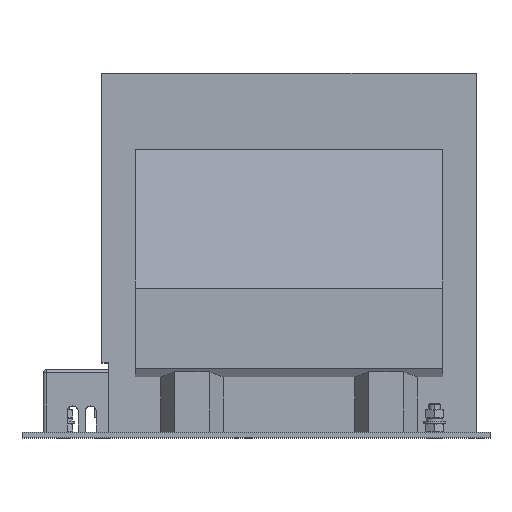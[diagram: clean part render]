
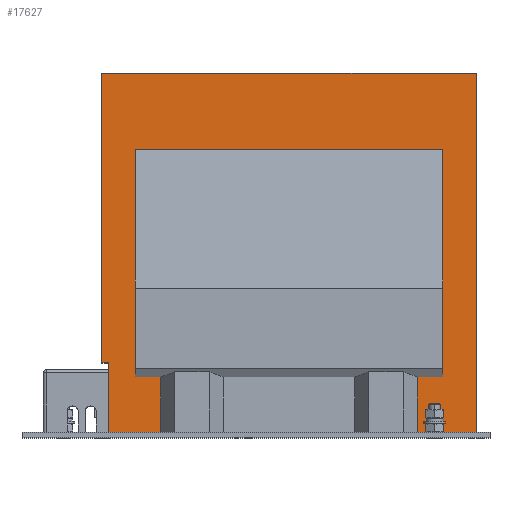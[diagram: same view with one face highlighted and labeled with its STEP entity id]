
A CAD part, top view. The second image highlights one B-rep face of the part: STEP entity #17627.
In plain terms, the highlighted planar face has unit normal (0, 0, 1).
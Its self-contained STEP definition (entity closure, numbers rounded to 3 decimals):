
#54 = DIRECTION ( 'NONE',  ( 0., 1., 0. ) ) ;
#87 = DIRECTION ( 'NONE',  ( 0., -1., 0. ) ) ;
#538 = EDGE_CURVE ( 'NONE', #41305, #52636, #39355, .T. ) ;
#1224 = CARTESIAN_POINT ( 'NONE',  ( -66.733, 110.814, 428.231 ) ) ;
#1717 = CARTESIAN_POINT ( 'NONE',  ( 198.267, 274.814, 428.231 ) ) ;
#2501 = CARTESIAN_POINT ( 'NONE',  ( 208.267, 264.814, 428.231 ) ) ;
#2739 = ORIENTED_EDGE ( 'NONE', *, *, #37273, .T. ) ;
#2911 = CARTESIAN_POINT ( 'NONE',  ( 208.267, 100.814, 428.231 ) ) ;
#3082 = EDGE_CURVE ( 'NONE', #39568, #17752, #13920, .T. ) ;
#3826 = PLANE ( 'NONE',  #17644 ) ;
#4264 = EDGE_CURVE ( 'NONE', #41045, #30684, #17449, .T. ) ;
#4334 = ORIENTED_EDGE ( 'NONE', *, *, #4264, .T. ) ;
#4468 = VERTEX_POINT ( 'NONE', #23349 ) ;
#4639 = ORIENTED_EDGE ( 'NONE', *, *, #51394, .F. ) ;
#4660 = VECTOR ( 'NONE', #46705, 1000. ) ;
#7633 = CARTESIAN_POINT ( 'NONE',  ( 208.267, 100.814, 428.231 ) ) ;
#8267 = CARTESIAN_POINT ( 'NONE',  ( 198.267, 60.814, 428.231 ) ) ;
#9723 = LINE ( 'NONE', #26171, #50646 ) ;
#9897 = EDGE_CURVE ( 'NONE', #34711, #52636, #20554, .T. ) ;
#9989 = CARTESIAN_POINT ( 'NONE',  ( -66.733, 60.814, 428.231 ) ) ;
#10412 = ORIENTED_EDGE ( 'NONE', *, *, #3082, .T. ) ;
#11667 = VERTEX_POINT ( 'NONE', #1224 ) ;
#11834 = ORIENTED_EDGE ( 'NONE', *, *, #14767, .T. ) ;
#11837 = CARTESIAN_POINT ( 'NONE',  ( 198.267, 319.814, 428.231 ) ) ;
#11866 = LINE ( 'NONE', #28303, #31437 ) ;
#12017 = ORIENTED_EDGE ( 'NONE', *, *, #38009, .F. ) ;
#12460 = DIRECTION ( 'NONE',  ( 0., 0., -1. ) ) ;
#12502 = LINE ( 'NONE', #28954, #29940 ) ;
#13920 = LINE ( 'NONE', #30333, #4660 ) ;
#14356 = CARTESIAN_POINT ( 'NONE',  ( -29.233, 110.814, 428.231 ) ) ;
#14547 = ORIENTED_EDGE ( 'NONE', *, *, #9897, .T. ) ;
#14767 = EDGE_CURVE ( 'NONE', #4468, #44066, #44478, .T. ) ;
#15531 = CARTESIAN_POINT ( 'NONE',  ( -71.733, 110.814, 428.231 ) ) ;
#17031 = VECTOR ( 'NONE', #24090, 1000. ) ;
#17355 = CARTESIAN_POINT ( 'NONE',  ( -29.233, 60.814, 428.231 ) ) ;
#17449 = LINE ( 'NONE', #33835, #45176 ) ;
#17627 = ADVANCED_FACE ( 'NONE', ( #40670 ), #3826, .F. ) ;
#17644 = AXIS2_PLACEMENT_3D ( 'NONE', #49258, #12460, #28909 ) ;
#17752 = VERTEX_POINT ( 'NONE', #44052 ) ;
#18185 = DIRECTION ( 'NONE',  ( 0., -1., 0. ) ) ;
#18980 = DIRECTION ( 'NONE',  ( -1., 0., 0. ) ) ;
#19400 = DIRECTION ( 'NONE',  ( -1., 0., 0. ) ) ;
#20554 = LINE ( 'NONE', #36911, #22012 ) ;
#20595 = LINE ( 'NONE', #36947, #37473 ) ;
#20596 = VECTOR ( 'NONE', #19400, 1000. ) ;
#21270 = EDGE_CURVE ( 'NONE', #41045, #11667, #12502, .T. ) ;
#21496 = ORIENTED_EDGE ( 'NONE', *, *, #44069, .T. ) ;
#22012 = VECTOR ( 'NONE', #54, 1000. ) ;
#23349 = CARTESIAN_POINT ( 'NONE',  ( 174.267, 100.814, 428.231 ) ) ;
#23445 = CARTESIAN_POINT ( 'NONE',  ( 155.767, 100.814, 428.231 ) ) ;
#23462 = ORIENTED_EDGE ( 'NONE', *, *, #21270, .F. ) ;
#24090 = DIRECTION ( 'NONE',  ( -1., 0., 0. ) ) ;
#24347 = ORIENTED_EDGE ( 'NONE', *, *, #52615, .T. ) ;
#24739 = CARTESIAN_POINT ( 'NONE',  ( 155.767, 60.814, 428.231 ) ) ;
#25364 = ORIENTED_EDGE ( 'NONE', *, *, #538, .F. ) ;
#26056 = EDGE_CURVE ( 'NONE', #47782, #30043, #38562, .T. ) ;
#26171 = CARTESIAN_POINT ( 'NONE',  ( 198.267, 60.814, 428.231 ) ) ;
#26371 = CARTESIAN_POINT ( 'NONE',  ( 174.267, 264.814, 428.231 ) ) ;
#26470 = EDGE_CURVE ( 'NONE', #4468, #41305, #11866, .T. ) ;
#26763 = VECTOR ( 'NONE', #31909, 1000. ) ;
#27804 = CARTESIAN_POINT ( 'NONE',  ( 198.267, 319.814, 428.231 ) ) ;
#28283 = DIRECTION ( 'NONE',  ( -1., 0., 0. ) ) ;
#28303 = CARTESIAN_POINT ( 'NONE',  ( 174.267, 57.814, 428.231 ) ) ;
#28577 = VERTEX_POINT ( 'NONE', #32067 ) ;
#28909 = DIRECTION ( 'NONE',  ( -1., 0., 0. ) ) ;
#28954 = CARTESIAN_POINT ( 'NONE',  ( -66.733, 60.814, 428.231 ) ) ;
#29940 = VECTOR ( 'NONE', #45319, 1000. ) ;
#30043 = VERTEX_POINT ( 'NONE', #8267 ) ;
#30333 = CARTESIAN_POINT ( 'NONE',  ( -71.733, 274.814, 428.231 ) ) ;
#30684 = VERTEX_POINT ( 'NONE', #17355 ) ;
#30759 = DIRECTION ( 'NONE',  ( 0., -1., 0. ) ) ;
#31103 = EDGE_CURVE ( 'NONE', #47782, #39568, #48664, .T. ) ;
#31437 = VECTOR ( 'NONE', #44671, 1000. ) ;
#31909 = DIRECTION ( 'NONE',  ( -1., 0., 0. ) ) ;
#32067 = CARTESIAN_POINT ( 'NONE',  ( -29.233, 100.814, 428.231 ) ) ;
#32914 = CARTESIAN_POINT ( 'NONE',  ( -47.733, 264.814, 428.231 ) ) ;
#33835 = CARTESIAN_POINT ( 'NONE',  ( 198.267, 60.814, 428.231 ) ) ;
#34711 = VERTEX_POINT ( 'NONE', #36430 ) ;
#36335 = ORIENTED_EDGE ( 'NONE', *, *, #26470, .F. ) ;
#36430 = CARTESIAN_POINT ( 'NONE',  ( -47.733, 100.814, 428.231 ) ) ;
#36911 = CARTESIAN_POINT ( 'NONE',  ( -47.733, 57.814, 428.231 ) ) ;
#36947 = CARTESIAN_POINT ( 'NONE',  ( 155.767, 110.814, 428.231 ) ) ;
#37273 = EDGE_CURVE ( 'NONE', #39430, #30043, #9723, .T. ) ;
#37473 = VECTOR ( 'NONE', #87, 1000. ) ;
#38009 = EDGE_CURVE ( 'NONE', #11667, #17752, #52316, .T. ) ;
#38210 = ORIENTED_EDGE ( 'NONE', *, *, #26056, .F. ) ;
#38562 = LINE ( 'NONE', #1717, #39060 ) ;
#39060 = VECTOR ( 'NONE', #18185, 1000. ) ;
#39355 = LINE ( 'NONE', #2501, #48312 ) ;
#39430 = VERTEX_POINT ( 'NONE', #24739 ) ;
#39530 = EDGE_LOOP ( 'NONE', ( #24347, #2739, #38210, #43176, #10412, #12017, #23462, #4334, #4639, #21496, #14547, #25364, #36335, #11834 ) ) ;
#39568 = VERTEX_POINT ( 'NONE', #48573 ) ;
#39765 = LINE ( 'NONE', #2911, #20596 ) ;
#40394 = VECTOR ( 'NONE', #28283, 1000. ) ;
#40670 = FACE_OUTER_BOUND ( 'NONE', #39530, .T. ) ;
#41045 = VERTEX_POINT ( 'NONE', #9989 ) ;
#41305 = VERTEX_POINT ( 'NONE', #26371 ) ;
#42534 = DIRECTION ( 'NONE',  ( 1., 0., 0. ) ) ;
#43176 = ORIENTED_EDGE ( 'NONE', *, *, #31103, .T. ) ;
#44052 = CARTESIAN_POINT ( 'NONE',  ( -71.733, 110.814, 428.231 ) ) ;
#44066 = VERTEX_POINT ( 'NONE', #23445 ) ;
#44069 = EDGE_CURVE ( 'NONE', #28577, #34711, #39765, .T. ) ;
#44478 = LINE ( 'NONE', #7633, #17031 ) ;
#44671 = DIRECTION ( 'NONE',  ( 0., 1., 0. ) ) ;
#45031 = VECTOR ( 'NONE', #30759, 1000. ) ;
#45176 = VECTOR ( 'NONE', #50207, 1000. ) ;
#45319 = DIRECTION ( 'NONE',  ( 0., 1., 0. ) ) ;
#46705 = DIRECTION ( 'NONE',  ( 0., -1., 0. ) ) ;
#47782 = VERTEX_POINT ( 'NONE', #27804 ) ;
#48312 = VECTOR ( 'NONE', #18980, 1000. ) ;
#48573 = CARTESIAN_POINT ( 'NONE',  ( -71.733, 319.814, 428.231 ) ) ;
#48664 = LINE ( 'NONE', #11837, #40394 ) ;
#49258 = CARTESIAN_POINT ( 'NONE',  ( 198.267, 274.814, 428.231 ) ) ;
#50207 = DIRECTION ( 'NONE',  ( 1., 0., 0. ) ) ;
#50646 = VECTOR ( 'NONE', #42534, 1000. ) ;
#51141 = LINE ( 'NONE', #14356, #45031 ) ;
#51394 = EDGE_CURVE ( 'NONE', #28577, #30684, #51141, .T. ) ;
#52316 = LINE ( 'NONE', #15531, #26763 ) ;
#52615 = EDGE_CURVE ( 'NONE', #44066, #39430, #20595, .T. ) ;
#52636 = VERTEX_POINT ( 'NONE', #32914 ) ;
